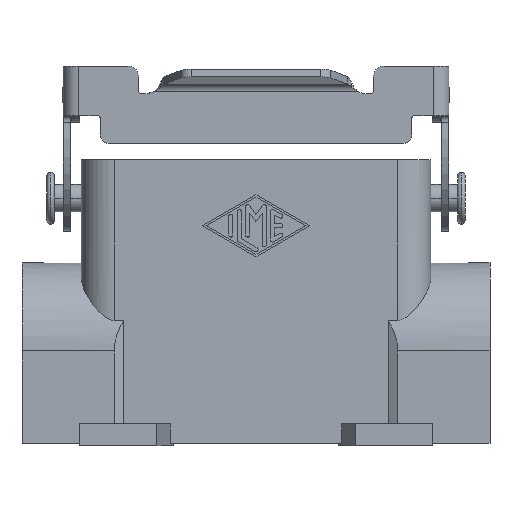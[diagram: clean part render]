
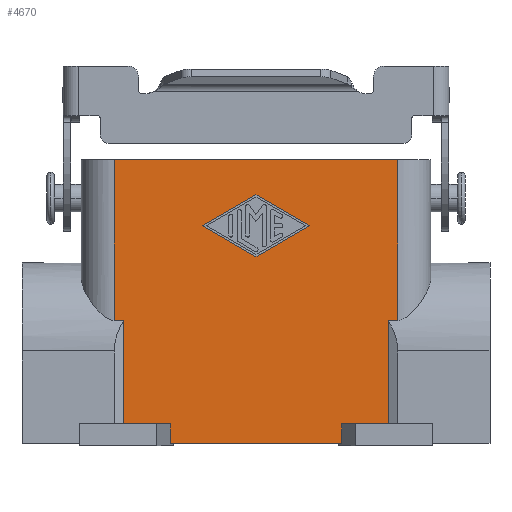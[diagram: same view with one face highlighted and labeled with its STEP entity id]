
A CAD part, front view. The second image highlights one B-rep face of the part: STEP entity #4670.
In plain terms, the highlighted planar face has unit normal (0, -1, 0).
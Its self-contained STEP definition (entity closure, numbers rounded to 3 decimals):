
#3796=CARTESIAN_POINT('',(5.065,71.447,-5.));
#3797=VERTEX_POINT('',#3796);
#3804=CARTESIAN_POINT('',(14.815,71.447,-10.625));
#3805=VERTEX_POINT('',#3804);
#3806=CARTESIAN_POINT('',(14.815,71.447,-10.625));
#3807=DIRECTION('',(-0.866,0.0,0.5));
#3808=VECTOR('',#3807,11.256);
#3809=LINE('',#3806,#3808);
#3810=EDGE_CURVE('',#3805,#3797,#3809,.T.);
#3835=CARTESIAN_POINT('',(24.565,71.447,-5.));
#3836=VERTEX_POINT('',#3835);
#3837=CARTESIAN_POINT('',(24.565,71.447,-5.));
#3838=DIRECTION('',(-0.866,0.0,-0.5));
#3839=VECTOR('',#3838,11.256);
#3840=LINE('',#3837,#3839);
#3841=EDGE_CURVE('',#3836,#3805,#3840,.T.);
#3866=CARTESIAN_POINT('',(14.815,71.447,0.625));
#3867=VERTEX_POINT('',#3866);
#3868=CARTESIAN_POINT('',(14.815,71.447,0.625));
#3869=DIRECTION('',(0.866,0.0,-0.5));
#3870=VECTOR('',#3869,11.256);
#3871=LINE('',#3868,#3870);
#3872=EDGE_CURVE('',#3867,#3836,#3871,.T.);
#3895=CARTESIAN_POINT('',(5.065,71.447,-5.));
#3896=DIRECTION('',(0.866,0.0,0.5));
#3897=VECTOR('',#3896,11.256);
#3898=LINE('',#3895,#3897);
#3899=EDGE_CURVE('',#3797,#3867,#3898,.T.);
#4561=CARTESIAN_POINT('',(40.565,71.447,-18.5));
#4562=DIRECTION('',(0.0,-1.0,0.0));
#4563=DIRECTION('',(0.0,0.0,-1.0));
#4564=AXIS2_PLACEMENT_3D('',#4561,#4562,#4563);
#4565=PLANE('',#4564);
#4566=CARTESIAN_POINT('',(-9.185,71.447,-41.));
#4567=VERTEX_POINT('',#4566);
#4568=CARTESIAN_POINT('',(-0.785,71.447,-41.0));
#4569=VERTEX_POINT('',#4568);
#4570=CARTESIAN_POINT('',(-9.185,71.447,-41.));
#4571=DIRECTION('',(1.0,0.0,0.0));
#4572=VECTOR('',#4571,8.4);
#4573=LINE('',#4570,#4572);
#4574=EDGE_CURVE('',#4567,#4569,#4573,.T.);
#4575=ORIENTED_EDGE('',*,*,#4574,.T.);
#4576=CARTESIAN_POINT('',(-0.785,71.447,-44.5));
#4577=VERTEX_POINT('',#4576);
#4578=CARTESIAN_POINT('',(-0.785,71.447,-41.0));
#4579=DIRECTION('',(0.0,0.0,-1.0));
#4580=VECTOR('',#4579,3.5);
#4581=LINE('',#4578,#4580);
#4582=EDGE_CURVE('',#4569,#4577,#4581,.T.);
#4583=ORIENTED_EDGE('',*,*,#4582,.T.);
#4584=CARTESIAN_POINT('',(30.415,71.447,-44.5));
#4585=VERTEX_POINT('',#4584);
#4586=CARTESIAN_POINT('',(30.415,71.447,-44.5));
#4587=DIRECTION('',(-1.0,0.0,0.0));
#4588=VECTOR('',#4587,31.2);
#4589=LINE('',#4586,#4588);
#4590=EDGE_CURVE('',#4585,#4577,#4589,.T.);
#4591=ORIENTED_EDGE('',*,*,#4590,.F.);
#4592=CARTESIAN_POINT('',(30.415,71.447,-41.0));
#4593=VERTEX_POINT('',#4592);
#4594=CARTESIAN_POINT('',(30.415,71.447,-44.5));
#4595=DIRECTION('',(0.0,0.0,1.0));
#4596=VECTOR('',#4595,3.5);
#4597=LINE('',#4594,#4596);
#4598=EDGE_CURVE('',#4585,#4593,#4597,.T.);
#4599=ORIENTED_EDGE('',*,*,#4598,.T.);
#4600=CARTESIAN_POINT('',(38.815,71.447,-41.0));
#4601=VERTEX_POINT('',#4600);
#4602=CARTESIAN_POINT('',(30.415,71.447,-41.0));
#4603=DIRECTION('',(1.0,0.0,0.0));
#4604=VECTOR('',#4603,8.4);
#4605=LINE('',#4602,#4604);
#4606=EDGE_CURVE('',#4593,#4601,#4605,.T.);
#4607=ORIENTED_EDGE('',*,*,#4606,.T.);
#4608=CARTESIAN_POINT('',(38.815,71.447,-22.182));
#4609=VERTEX_POINT('',#4608);
#4610=CARTESIAN_POINT('',(38.815,71.447,-22.182));
#4611=DIRECTION('',(0.0,0.0,-1.0));
#4612=VECTOR('',#4611,18.818);
#4613=LINE('',#4610,#4612);
#4614=EDGE_CURVE('',#4609,#4601,#4613,.T.);
#4615=ORIENTED_EDGE('',*,*,#4614,.F.);
#4616=CARTESIAN_POINT('',(40.565,71.447,-22.182));
#4617=VERTEX_POINT('',#4616);
#4618=CARTESIAN_POINT('',(38.815,71.447,-22.182));
#4619=DIRECTION('',(1.0,0.0,0.0));
#4620=VECTOR('',#4619,1.75);
#4621=LINE('',#4618,#4620);
#4622=EDGE_CURVE('',#4609,#4617,#4621,.T.);
#4623=ORIENTED_EDGE('',*,*,#4622,.T.);
#4624=CARTESIAN_POINT('',(40.565,71.447,7.));
#4625=VERTEX_POINT('',#4624);
#4626=CARTESIAN_POINT('',(40.565,71.447,7.));
#4627=DIRECTION('',(0.0,0.0,-1.0));
#4628=VECTOR('',#4627,29.182);
#4629=LINE('',#4626,#4628);
#4630=EDGE_CURVE('',#4625,#4617,#4629,.T.);
#4631=ORIENTED_EDGE('',*,*,#4630,.F.);
#4632=CARTESIAN_POINT('',(-10.935,71.447,7.));
#4633=VERTEX_POINT('',#4632);
#4634=CARTESIAN_POINT('',(40.565,71.447,7.));
#4635=DIRECTION('',(-1.0,0.0,0.0));
#4636=VECTOR('',#4635,51.5);
#4637=LINE('',#4634,#4636);
#4638=EDGE_CURVE('',#4625,#4633,#4637,.T.);
#4639=ORIENTED_EDGE('',*,*,#4638,.T.);
#4640=CARTESIAN_POINT('',(-10.935,71.447,-22.182));
#4641=VERTEX_POINT('',#4640);
#4642=CARTESIAN_POINT('',(-10.935,71.447,7.));
#4643=DIRECTION('',(0.0,0.0,-1.0));
#4644=VECTOR('',#4643,29.182);
#4645=LINE('',#4642,#4644);
#4646=EDGE_CURVE('',#4633,#4641,#4645,.T.);
#4647=ORIENTED_EDGE('',*,*,#4646,.T.);
#4648=CARTESIAN_POINT('',(-9.185,71.447,-22.182));
#4649=VERTEX_POINT('',#4648);
#4650=CARTESIAN_POINT('',(-10.935,71.447,-22.182));
#4651=DIRECTION('',(1.0,0.0,0.0));
#4652=VECTOR('',#4651,1.75);
#4653=LINE('',#4650,#4652);
#4654=EDGE_CURVE('',#4641,#4649,#4653,.T.);
#4655=ORIENTED_EDGE('',*,*,#4654,.T.);
#4656=CARTESIAN_POINT('',(-9.185,71.447,-22.182));
#4657=DIRECTION('',(0.0,0.0,-1.0));
#4658=VECTOR('',#4657,18.818);
#4659=LINE('',#4656,#4658);
#4660=EDGE_CURVE('',#4649,#4567,#4659,.T.);
#4661=ORIENTED_EDGE('',*,*,#4660,.T.);
#4662=EDGE_LOOP('',(#4575,#4583,#4591,#4599,#4607,#4615,#4623,#4631,#4639,#4647,#4655,#4661));
#4663=FACE_OUTER_BOUND('',#4662,.T.);
#4664=ORIENTED_EDGE('',*,*,#3810,.T.);
#4665=ORIENTED_EDGE('',*,*,#3899,.T.);
#4666=ORIENTED_EDGE('',*,*,#3872,.T.);
#4667=ORIENTED_EDGE('',*,*,#3841,.T.);
#4668=EDGE_LOOP('',(#4664,#4665,#4666,#4667));
#4669=FACE_BOUND('',#4668,.T.);
#4670=ADVANCED_FACE('',(#4663,#4669),#4565,.T.);
